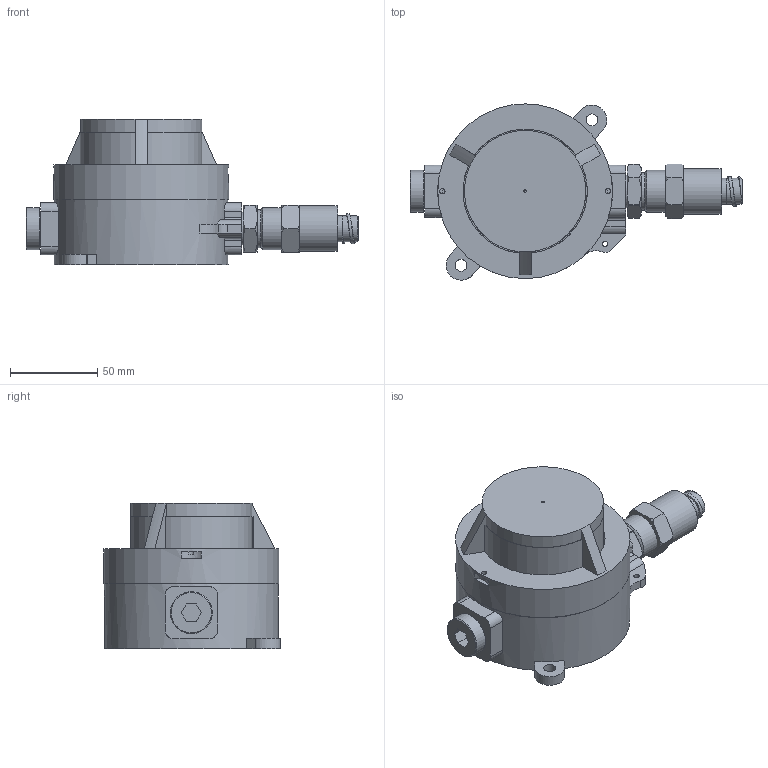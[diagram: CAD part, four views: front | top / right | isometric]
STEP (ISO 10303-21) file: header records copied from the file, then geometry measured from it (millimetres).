
FILE_DESCRIPTION(('STEP AP203'), '1');
FILE_NAME('ﾒﾐﾈﾎﾍ ﾌﾊ_粐鮏G1.2', '2017-07-18T10:57:10', ('User'), (''), 'ASCON STEP Converter 1.3', 'ASCON Math Kernel', '');
FILE_SCHEMA(('CONFIG_CONTROL_DESIGN'));
Length unit declared in the file: millimetre
Products named in the file (12): 1; 2; 3; 4; 5; 6; 7; 8; 9; 10; 11; 12
Assembly tree (11 placements, depth 3):
  1
    2
    3
    4
    5
    6
      7
      8
      9
      10
      11
    12
Bounding box: 189.93 x 100.78 x 83 mm (x, y, z)
Volume: 356761.9 mm3; surface area: 142116 mm2
Topology: 11 solids, 11 shells, 290 faces, 705 edges, 459 vertices
Faces by surface type: plane 126, cylinder 110, cone 51, bspline 2, torus 1
Full cylindrical faces by diameter (mm): 1.5 x1, 3 x3, 4 x4, 5 x1, 6.1 x1, 6.8 x2, 12 x2, 13 x2, 14.5 x1, 14.997 x1, 15 x1, 18 x3, 18.5 x2, 18.56 x1, 18.7 x2, 19 x2, 20.9 x1, 20.96 x1, 21.6 x1, 22 x2, 22.5 x1, 24 x2, 26 x1, 68.5 x1, 69.5 x1, 71.157 x1, 84 x1, 89.21 x1, 90.95 x1, 91.2 x1
Entity records: 11141 total; most frequent: CARTESIAN_POINT 3397, DIRECTION 1527, ORIENTED_EDGE 1408, EDGE_CURVE 704, AXIS2_PLACEMENT_3D 597, VERTEX_POINT 457, EDGE_LOOP 353, LINE 333
